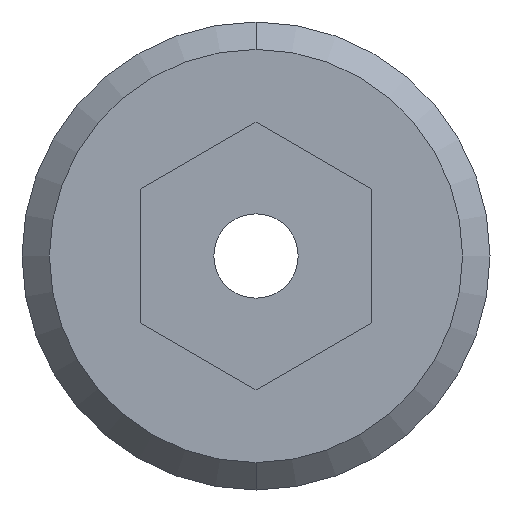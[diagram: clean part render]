
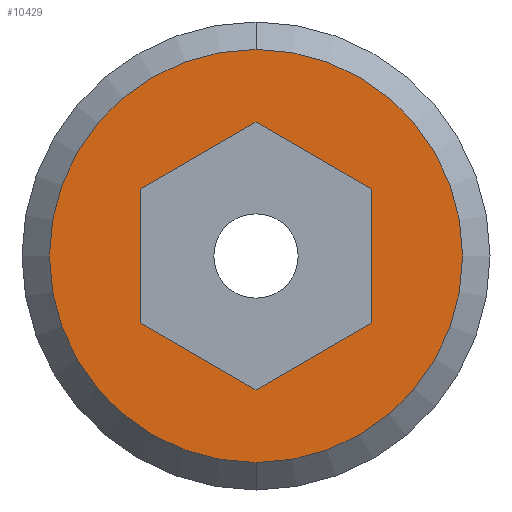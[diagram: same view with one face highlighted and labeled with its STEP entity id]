
A CAD part, left-side view. The second image highlights one B-rep face of the part: STEP entity #10429.
In plain terms, the highlighted planar face has unit normal (-1, 0, 0).
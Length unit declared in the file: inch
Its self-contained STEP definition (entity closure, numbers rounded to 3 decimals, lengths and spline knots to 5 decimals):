
#4832=CARTESIAN_POINT('',(-0.136,0.,0.));
#4833=DIRECTION('',(-1.,0.,0.));
#4834=DIRECTION('',(0.,1.,0.));
#4835=AXIS2_PLACEMENT_3D('',#4832,#4833,#4834);
#4850=DIRECTION('',(0.,0.5,0.866));
#4851=VECTOR('',#4850,0.06351);
#4852=CARTESIAN_POINT('',(-0.136,0.03175,-0.055));
#4853=LINE('',#4852,#4851);
#4854=DIRECTION('',(0.,1.,0.));
#4855=VECTOR('',#4854,0.06351);
#4856=CARTESIAN_POINT('',(-0.136,-0.03175,-0.055));
#4857=LINE('',#4856,#4855);
#4858=DIRECTION('',(0.,0.5,-0.866));
#4859=VECTOR('',#4858,0.06351);
#4860=CARTESIAN_POINT('',(-0.136,-0.06351,0.));
#4861=LINE('',#4860,#4859);
#4862=DIRECTION('',(0.,-0.5,-0.866));
#4863=VECTOR('',#4862,0.06351);
#4864=CARTESIAN_POINT('',(-0.136,-0.03175,0.055));
#4865=LINE('',#4864,#4863);
#4866=DIRECTION('',(0.,-1.,0.));
#4867=VECTOR('',#4866,0.06351);
#4868=CARTESIAN_POINT('',(-0.136,0.03175,0.055));
#4869=LINE('',#4868,#4867);
#4870=DIRECTION('',(0.,-0.5,0.866));
#4871=VECTOR('',#4870,0.06351);
#4872=CARTESIAN_POINT('',(-0.136,0.06351,0.));
#4873=LINE('',#4872,#4871);
#4874=CARTESIAN_POINT('',(-0.136,0.,0.));
#4875=DIRECTION('',(1.,0.,0.));
#4876=DIRECTION('',(0.,1.,0.));
#4877=AXIS2_PLACEMENT_3D('',#4874,#4875,#4876);
#5196=CARTESIAN_POINT('',(-0.136,0.098,0.));
#5197=CARTESIAN_POINT('',(-0.136,-0.098,0.));
#5198=VERTEX_POINT('',#5196);
#5199=VERTEX_POINT('',#5197);
#5216=CARTESIAN_POINT('',(-0.136,0.03175,-0.055));
#5217=CARTESIAN_POINT('',(-0.136,0.06351,0.));
#5218=VERTEX_POINT('',#5216);
#5219=VERTEX_POINT('',#5217);
#5220=CARTESIAN_POINT('',(-0.136,-0.03175,-0.055));
#5221=VERTEX_POINT('',#5220);
#5222=CARTESIAN_POINT('',(-0.136,-0.06351,0.));
#5223=VERTEX_POINT('',#5222);
#5224=CARTESIAN_POINT('',(-0.136,-0.03175,0.055));
#5225=VERTEX_POINT('',#5224);
#5226=CARTESIAN_POINT('',(-0.136,0.03175,0.055));
#5227=VERTEX_POINT('',#5226);
#10405=CARTESIAN_POINT('',(-0.136,0.,0.));
#10406=DIRECTION('',(1.,0.,0.));
#10407=DIRECTION('',(0.,-1.,0.));
#10408=AXIS2_PLACEMENT_3D('',#10405,#10406,#10407);
#10409=PLANE('',#10408);
#10410=ORIENTED_EDGE('',*,*,#10395,.F.);
#10412=ORIENTED_EDGE('',*,*,#10411,.T.);
#10413=EDGE_LOOP('',(#10410,#10412));
#10414=FACE_OUTER_BOUND('',#10413,.F.);
#10416=ORIENTED_EDGE('',*,*,#10415,.F.);
#10418=ORIENTED_EDGE('',*,*,#10417,.F.);
#10420=ORIENTED_EDGE('',*,*,#10419,.F.);
#10422=ORIENTED_EDGE('',*,*,#10421,.F.);
#10424=ORIENTED_EDGE('',*,*,#10423,.F.);
#10426=ORIENTED_EDGE('',*,*,#10425,.F.);
#10427=EDGE_LOOP('',(#10416,#10418,#10420,#10422,#10424,#10426));
#10428=FACE_BOUND('',#10427,.F.);
#4836=CIRCLE('',#4835,0.098);
#4878=CIRCLE('',#4877,0.098);
#10395=EDGE_CURVE('',#5198,#5199,#4836,.T.);
#10411=EDGE_CURVE('',#5198,#5199,#4878,.T.);
#10415=EDGE_CURVE('',#5218,#5219,#4853,.T.);
#10417=EDGE_CURVE('',#5221,#5218,#4857,.T.);
#10419=EDGE_CURVE('',#5223,#5221,#4861,.T.);
#10421=EDGE_CURVE('',#5225,#5223,#4865,.T.);
#10423=EDGE_CURVE('',#5227,#5225,#4869,.T.);
#10425=EDGE_CURVE('',#5219,#5227,#4873,.T.);
#10429=ADVANCED_FACE('',(#10414,#10428),#10409,.F.);
